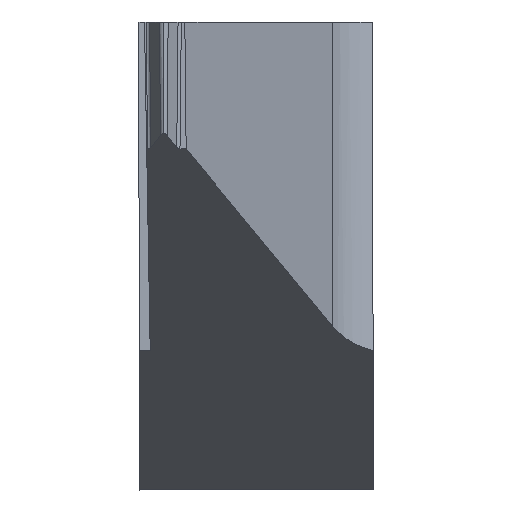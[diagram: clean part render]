
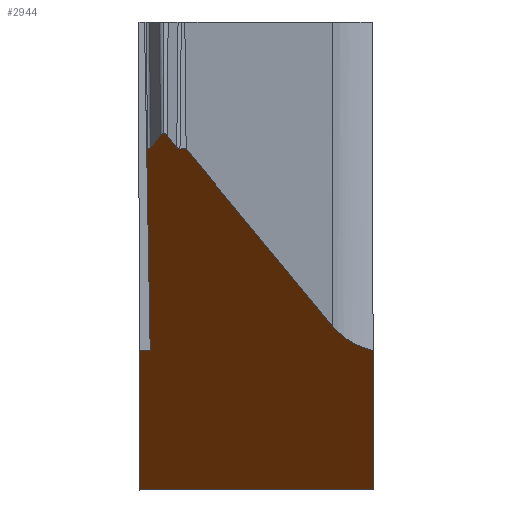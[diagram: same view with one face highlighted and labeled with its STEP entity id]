
A CAD part, front view. The second image highlights one B-rep face of the part: STEP entity #2944.
In plain terms, the highlighted planar face has unit normal (0, -0.574, -0.819).
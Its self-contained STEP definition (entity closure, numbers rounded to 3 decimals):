
#240=CARTESIAN_POINT('',(0.,4.,-4.212));
#241=VERTEX_POINT('',#240);
#306=CARTESIAN_POINT('',(0.,6.554,-6.));
#307=VERTEX_POINT('',#306);
#318=CARTESIAN_POINT('',(0.,4.,-4.212));
#319=DIRECTION('',(0.,0.819,-0.574));
#320=VECTOR('',#319,3.118);
#321=LINE('',#318,#320);
#322=EDGE_CURVE('',#241,#307,#321,.T.);
#540=CARTESIAN_POINT('',(3.,6.554,-6.));
#541=VERTEX_POINT('',#540);
#552=CARTESIAN_POINT('',(3.,4.,-4.212));
#553=DIRECTION('',(0.,0.819,-0.574));
#554=VECTOR('',#553,3.118);
#555=LINE('',#552,#554);
#556=CARTESIAN_POINT('',(3.,4.,-4.212));
#557=VERTEX_POINT('',#556);
#558=EDGE_CURVE('',#557,#541,#555,.T.);
#650=CARTESIAN_POINT('',(3.,4.,-4.212));
#651=CARTESIAN_POINT('',(2.78,3.918,-4.154));
#652=CARTESIAN_POINT('',(2.601,3.766,-4.048));
#653=CARTESIAN_POINT('',(2.484,3.563,-3.906));
#654=(BOUNDED_CURVE()B_SPLINE_CURVE(3,(#650,#651,#652,#653),.UNSPECIFIED.,.F.,.F.)B_SPLINE_CURVE_WITH_KNOTS((4,4),(0.,1.),.UNSPECIFIED.)CURVE()GEOMETRIC_REPRESENTATION_ITEM()RATIONAL_B_SPLINE_CURVE((1.,0.961,0.961,1.))REPRESENTATION_ITEM(''));
#655=CARTESIAN_POINT('',(2.484,3.563,-3.906));
#656=VERTEX_POINT('',#655);
#657=EDGE_CURVE('',#557,#656,#654,.T.);
#759=CARTESIAN_POINT('',(0.604,0.308,-1.626));
#760=VERTEX_POINT('',#759);
#771=CARTESIAN_POINT('',(2.484,3.563,-3.906));
#772=DIRECTION('',(-0.428,-0.741,0.519));
#773=VECTOR('',#772,4.396);
#774=LINE('',#771,#773);
#775=EDGE_CURVE('',#656,#760,#774,.T.);
#801=CARTESIAN_POINT('',(0.604,0.308,-1.626));
#802=DIRECTION('',(-0.999,-0.035,0.025));
#803=VECTOR('',#802,0.079);
#804=LINE('',#801,#803);
#805=CARTESIAN_POINT('',(0.525,0.305,-1.624));
#806=VERTEX_POINT('',#805);
#807=EDGE_CURVE('',#760,#806,#804,.T.);
#881=CARTESIAN_POINT('',(0.484,0.28,-1.606));
#882=CARTESIAN_POINT('',(0.493,0.295,-1.617));
#883=CARTESIAN_POINT('',(0.508,0.304,-1.624));
#884=CARTESIAN_POINT('',(0.525,0.305,-1.624));
#885=(BOUNDED_CURVE()B_SPLINE_CURVE(3,(#881,#882,#883,#884),.UNSPECIFIED.,.F.,.F.)B_SPLINE_CURVE_WITH_KNOTS((4,4),(0.,1.),.UNSPECIFIED.)CURVE()GEOMETRIC_REPRESENTATION_ITEM()RATIONAL_B_SPLINE_CURVE((1.,0.916,0.916,1.))REPRESENTATION_ITEM(''));
#886=CARTESIAN_POINT('',(0.484,0.28,-1.606));
#887=VERTEX_POINT('',#886);
#888=EDGE_CURVE('',#887,#806,#885,.T.);
#945=CARTESIAN_POINT('',(0.484,0.28,-1.606));
#946=DIRECTION('',(-0.419,-0.744,0.521));
#947=VECTOR('',#946,0.298);
#948=LINE('',#945,#947);
#949=CARTESIAN_POINT('',(0.359,0.058,-1.451));
#950=VERTEX_POINT('',#949);
#951=EDGE_CURVE('',#887,#950,#948,.T.);
#1064=CARTESIAN_POINT('',(0.318,0.027,-1.429));
#1065=VERTEX_POINT('',#1064);
#1076=CARTESIAN_POINT('',(0.318,0.027,-1.429));
#1077=CARTESIAN_POINT('',(0.335,0.031,-1.432));
#1078=CARTESIAN_POINT('',(0.35,0.042,-1.44));
#1079=CARTESIAN_POINT('',(0.359,0.058,-1.451));
#1080=(BOUNDED_CURVE()B_SPLINE_CURVE(3,(#1076,#1077,#1078,#1079),.UNSPECIFIED.,.F.,.F.)B_SPLINE_CURVE_WITH_KNOTS((4,4),(0.,1.),.UNSPECIFIED.)CURVE()GEOMETRIC_REPRESENTATION_ITEM()RATIONAL_B_SPLINE_CURVE((1.,0.944,0.944,1.))REPRESENTATION_ITEM('')
);
#1081=EDGE_CURVE('',#1065,#950,#1080,.T.);
#1128=CARTESIAN_POINT('',(0.276,0.058,-1.451));
#1129=VERTEX_POINT('',#1128);
#1140=CARTESIAN_POINT('',(0.276,0.058,-1.451));
#1141=CARTESIAN_POINT('',(0.285,0.042,-1.44));
#1142=CARTESIAN_POINT('',(0.3,0.031,-1.432));
#1143=CARTESIAN_POINT('',(0.318,0.027,-1.429));
#1144=(BOUNDED_CURVE()B_SPLINE_CURVE(3,(#1140,#1141,#1142,#1143),.UNSPECIFIED.,.F.,.F.)B_SPLINE_CURVE_WITH_KNOTS((4,4),(0.,1.),.UNSPECIFIED.)CURVE()GEOMETRIC_REPRESENTATION_ITEM()RATIONAL_B_SPLINE_CURVE((1.,0.944,0.944,1.))REPRESENTATION_ITEM('')
);
#1145=EDGE_CURVE('',#1129,#1065,#1144,.T.);
#1209=CARTESIAN_POINT('',(0.151,0.28,-1.606));
#1210=VERTEX_POINT('',#1209);
#1221=CARTESIAN_POINT('',(0.276,0.058,-1.451));
#1222=DIRECTION('',(-0.419,0.744,-0.521));
#1223=VECTOR('',#1222,0.298);
#1224=LINE('',#1221,#1223);
#1225=EDGE_CURVE('',#1129,#1210,#1224,.T.);
#1269=CARTESIAN_POINT('',(0.11,0.305,-1.624));
#1270=CARTESIAN_POINT('',(0.127,0.304,-1.624));
#1271=CARTESIAN_POINT('',(0.142,0.295,-1.617));
#1272=CARTESIAN_POINT('',(0.151,0.28,-1.606));
#1273=(BOUNDED_CURVE()B_SPLINE_CURVE(3,(#1269,#1270,#1271,#1272),.UNSPECIFIED.,.F.,.F.)B_SPLINE_CURVE_WITH_KNOTS((4,4),(0.,1.),.UNSPECIFIED.)CURVE()GEOMETRIC_REPRESENTATION_ITEM()RATIONAL_B_SPLINE_CURVE((1.,0.916,0.916,1.))REPRESENTATION_ITEM('')
);
#1274=CARTESIAN_POINT('',(0.11,0.305,-1.624));
#1275=VERTEX_POINT('',#1274);
#1276=EDGE_CURVE('',#1275,#1210,#1273,.T.);
#1353=CARTESIAN_POINT('',(0.098,0.305,-1.624));
#1354=VERTEX_POINT('',#1353);
#1365=CARTESIAN_POINT('',(0.11,0.305,-1.624));
#1366=DIRECTION('',(-0.999,0.035,-0.025));
#1367=VECTOR('',#1366,0.011);
#1368=LINE('',#1365,#1367);
#1369=EDGE_CURVE('',#1275,#1354,#1368,.T.);
#1429=CARTESIAN_POINT('',(0.144,4.,-4.212));
#1430=DIRECTION('',(-0.01,-0.819,0.574));
#1431=VECTOR('',#1430,4.511);
#1432=LINE('',#1429,#1431);
#1433=CARTESIAN_POINT('',(0.144,4.,-4.212));
#1434=VERTEX_POINT('',#1433);
#1435=EDGE_CURVE('',#1434,#1354,#1432,.T.);
#2792=CARTESIAN_POINT('',(1.1,2.782,-3.359));
#2793=DIRECTION('',(0.,0.574,0.819));
#2794=DIRECTION('',(0.,-0.47,0.329));
#2795=AXIS2_PLACEMENT_3D('',#2792,#2793,#2794);
#2796=PLANE('',#2795);
#2797=ORIENTED_EDGE('Edge 335',*,*,#558,.F.);
#2806=CARTESIAN_POINT('',(0.,6.554,-6.));
#2807=DIRECTION('',(1.,0.,0.));
#2808=VECTOR('',#2807,3.);
#2809=LINE('',#2806,#2808);
#2810=EDGE_CURVE('',#307,#541,#2809,.T.);
#2811=ORIENTED_EDGE('Edge 382',*,*,#2810,.T.);
#2820=ORIENTED_EDGE('Edge 133',*,*,#322,.T.);
#2829=CARTESIAN_POINT('',(0.,4.,-4.212));
#2830=DIRECTION('',(1.,0.,0.));
#2831=VECTOR('',#2830,0.144);
#2832=LINE('',#2829,#2831);
#2833=EDGE_CURVE('',#241,#1434,#2832,.T.);
#2834=ORIENTED_EDGE('Edge 1260',*,*,#2833,.F.);
#2843=ORIENTED_EDGE('Edge 1299',*,*,#1435,.F.);
#2852=ORIENTED_EDGE('Edge 254',*,*,#1369,.T.);
#2861=ORIENTED_EDGE('Edge 259',*,*,#1276,.F.);
#2870=ORIENTED_EDGE('Edge 264',*,*,#1225,.T.);
#2879=ORIENTED_EDGE('Edge 269',*,*,#1145,.F.);
#2888=ORIENTED_EDGE('Edge 274',*,*,#1081,.F.);
#2897=ORIENTED_EDGE('Edge 279',*,*,#951,.T.);
#2906=ORIENTED_EDGE('Edge 284',*,*,#888,.F.);
#2915=ORIENTED_EDGE('Edge 289',*,*,#807,.T.);
#2924=ORIENTED_EDGE('Edge 1113',*,*,#775,.T.);
#2933=ORIENTED_EDGE('Edge 1189',*,*,#657,.T.);
#2942=EDGE_LOOP('',(#2933,#2924,#2915,#2906,#2897,#2888,#2879,#2870,#2861,#2852,#2843,#2834,#2820,#2811,#2797));
#2943=FACE_OUTER_BOUND('Loop 300',#2942,.T.);
#2944=ADVANCED_FACE('Face 301',(#2943),#2796,.F.);
